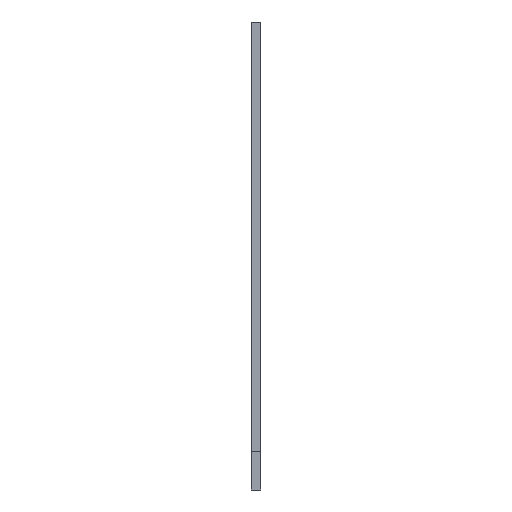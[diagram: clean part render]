
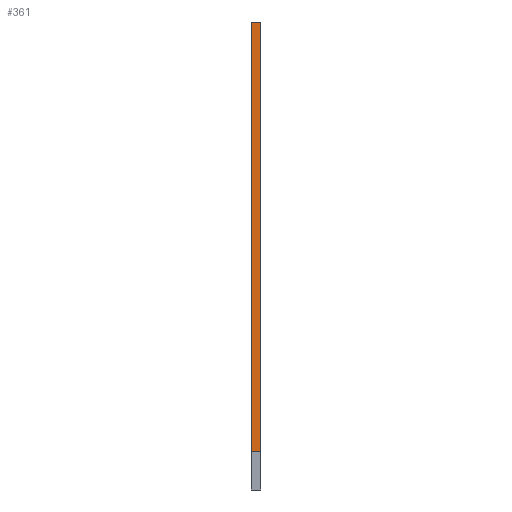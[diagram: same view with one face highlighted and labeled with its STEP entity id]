
A CAD part, left-side view. The second image highlights one B-rep face of the part: STEP entity #361.
In plain terms, the highlighted free-form (B-spline) face has degree [1, 1] with [2, 2] control points.
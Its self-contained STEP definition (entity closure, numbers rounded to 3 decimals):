
#173=CARTESIAN_POINT('',(-44.25,-0.27,0.0));
#174=VERTEX_POINT('',#173);
#181=CARTESIAN_POINT('',(-44.25,0.27,0.0));
#182=VERTEX_POINT('',#181);
#183=CARTESIAN_POINT('',(-44.25,-0.27,0.0));
#184=DIRECTION('',(0.0,1.0,0.0));
#185=VECTOR('',#184,0.54);
#186=LINE('',#183,#185);
#187=EDGE_CURVE('',#174,#182,#186,.T.);
#331=CARTESIAN_POINT('',(-44.25,-0.27,0.0));
#332=CARTESIAN_POINT('',(-44.25,-0.27,25.0));
#333=CARTESIAN_POINT('',(-44.25,0.27,0.0));
#334=CARTESIAN_POINT('',(-44.25,0.27,25.0));
#335=B_SPLINE_SURFACE_WITH_KNOTS('',1,1,((#331,#333),(#332,#334)),.UNSPECIFIED.,.F.,.F.,.U.,(2,2),(2,2),(0.0,25.0),(0.0,0.54),.UNSPECIFIED.);
#336=CARTESIAN_POINT('',(-44.25,0.27,25.0));
#337=VERTEX_POINT('',#336);
#338=CARTESIAN_POINT('',(-44.25,-0.27,25.0));
#339=VERTEX_POINT('',#338);
#340=CARTESIAN_POINT('',(-44.25,-0.27,25.0));
#341=DIRECTION('',(0.0,1.0,0.0));
#342=VECTOR('',#341,0.54);
#343=LINE('',#340,#342);
#344=EDGE_CURVE('',#337,#339,#343,.F.);
#345=ORIENTED_EDGE('',*,*,#344,.F.);
#346=CARTESIAN_POINT('',(-44.25,0.27,0.0));
#347=DIRECTION('',(0.0,0.0,1.0));
#348=VECTOR('',#347,25.0);
#349=LINE('',#346,#348);
#350=EDGE_CURVE('',#182,#337,#349,.T.);
#351=ORIENTED_EDGE('',*,*,#350,.F.);
#352=ORIENTED_EDGE('',*,*,#187,.F.);
#353=CARTESIAN_POINT('',(-44.25,-0.27,25.0));
#354=DIRECTION('',(0.0,0.0,-1.0));
#355=VECTOR('',#354,25.0);
#356=LINE('',#353,#355);
#357=EDGE_CURVE('',#339,#174,#356,.T.);
#358=ORIENTED_EDGE('',*,*,#357,.F.);
#359=EDGE_LOOP('',(#345,#351,#352,#358));
#360=FACE_OUTER_BOUND('',#359,.T.);
#361=ADVANCED_FACE('',(#360),#335,.T.);
